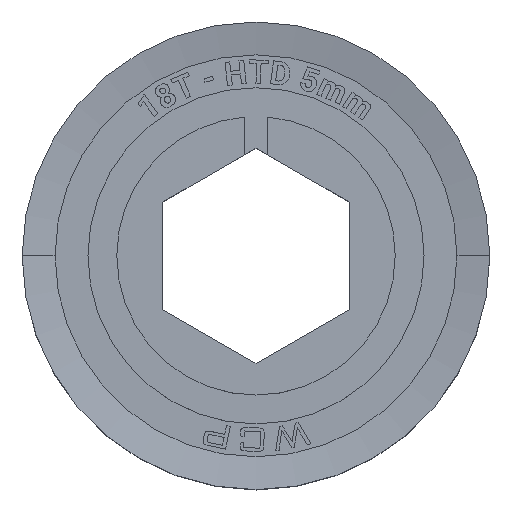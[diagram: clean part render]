
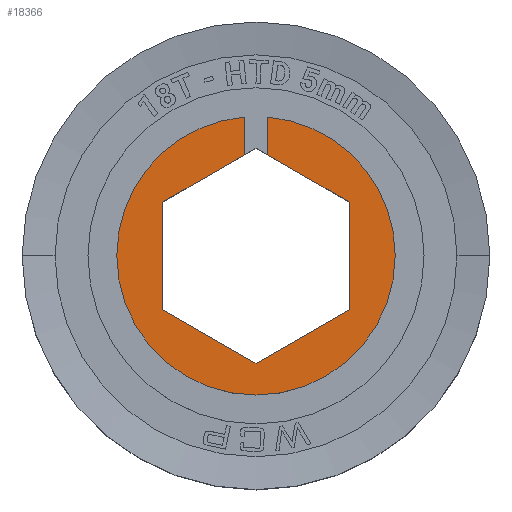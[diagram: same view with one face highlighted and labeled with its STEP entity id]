
A CAD part, top view. The second image highlights one B-rep face of the part: STEP entity #18366.
In plain terms, the highlighted planar face has unit normal (0, 0, 1).
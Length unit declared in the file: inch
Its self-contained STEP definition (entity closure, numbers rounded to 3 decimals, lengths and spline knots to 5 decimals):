
#986 = DIRECTION ( 'NONE',  ( 1., 0., 0. ) ) ;
#1116 = DIRECTION ( 'NONE',  ( 0., 0., 1. ) ) ;
#1179 = DIRECTION ( 'NONE',  ( 0., -1., 0. ) ) ;
#1221 = ORIENTED_EDGE ( 'NONE', *, *, #19664, .F. ) ;
#1491 = VERTEX_POINT ( 'NONE', #26330 ) ;
#1889 = CARTESIAN_POINT ( 'NONE',  ( -0.251, -0.14491, 0.28125 ) ) ;
#2047 = DIRECTION ( 'NONE',  ( 1., 0., 0. ) ) ;
#2496 = CARTESIAN_POINT ( 'NONE',  ( -0.375, 0., 0.28125 ) ) ;
#3180 = VECTOR ( 'NONE', #15629, 39.37008 ) ;
#3588 = CARTESIAN_POINT ( 'NONE',  ( 0., -0.28983, 0.28125 ) ) ;
#3752 = VECTOR ( 'NONE', #11594, 39.37008 ) ;
#4675 = ORIENTED_EDGE ( 'NONE', *, *, #18239, .F. ) ;
#5193 = CARTESIAN_POINT ( 'NONE',  ( -0.251, 0.14491, 0.28125 ) ) ;
#5359 = VERTEX_POINT ( 'NONE', #15981 ) ;
#5706 = VERTEX_POINT ( 'NONE', #5193 ) ;
#5903 = AXIS2_PLACEMENT_3D ( 'NONE', #7156, #19947, #11153 ) ;
#6323 = AXIS2_PLACEMENT_3D ( 'NONE', #20135, #1116, #986 ) ;
#6344 = DIRECTION ( 'NONE',  ( 0., 0., 1. ) ) ;
#6789 = EDGE_CURVE ( 'NONE', #5706, #9429, #9595, .T. ) ;
#7156 = CARTESIAN_POINT ( 'NONE',  ( 0., 0., 0.28125 ) ) ;
#7309 = VECTOR ( 'NONE', #21809, 39.37008 ) ;
#7583 = ORIENTED_EDGE ( 'NONE', *, *, #11009, .F. ) ;
#7836 = EDGE_CURVE ( 'NONE', #9189, #21942, #18578, .T. ) ;
#8334 = CARTESIAN_POINT ( 'NONE',  ( -0.03125, 0.27179, 0.28125 ) ) ;
#9089 = DIRECTION ( 'NONE',  ( 0., 0., 1. ) ) ;
#9169 = LINE ( 'NONE', #23575, #17973 ) ;
#9189 = VERTEX_POINT ( 'NONE', #2496 ) ;
#9429 = VERTEX_POINT ( 'NONE', #1889 ) ;
#9487 = VECTOR ( 'NONE', #17050, 39.37008 ) ;
#9595 = LINE ( 'NONE', #11515, #3180 ) ;
#9695 = ORIENTED_EDGE ( 'NONE', *, *, #18421, .F. ) ;
#10346 = VECTOR ( 'NONE', #19085, 39.37008 ) ;
#10478 = LINE ( 'NONE', #20925, #9487 ) ;
#10763 = AXIS2_PLACEMENT_3D ( 'NONE', #18996, #6344, #2047 ) ;
#10906 = VERTEX_POINT ( 'NONE', #24954 ) ;
#11009 = EDGE_CURVE ( 'NONE', #16486, #5706, #13415, .T. ) ;
#11153 = DIRECTION ( 'NONE',  ( 1., 0., 0. ) ) ;
#11515 = CARTESIAN_POINT ( 'NONE',  ( -0.251, 0.14491, 0.28125 ) ) ;
#11594 = DIRECTION ( 'NONE',  ( -0.866, 0.5, 0. ) ) ;
#11671 = LINE ( 'NONE', #20062, #14182 ) ;
#11733 = LINE ( 'NONE', #20124, #3752 ) ;
#12280 = PLANE ( 'NONE',  #10763 ) ;
#12750 = CARTESIAN_POINT ( 'NONE',  ( -0.251, -0.14491, 0.28125 ) ) ;
#13415 = LINE ( 'NONE', #15173, #7309 ) ;
#13718 = EDGE_CURVE ( 'NONE', #14607, #10906, #9169, .T. ) ;
#14078 = CARTESIAN_POINT ( 'NONE',  ( 0.03125, 0.27179, 0.28125 ) ) ;
#14170 = VERTEX_POINT ( 'NONE', #14278 ) ;
#14182 = VECTOR ( 'NONE', #1179, 39.37008 ) ;
#14278 = CARTESIAN_POINT ( 'NONE',  ( 0.251, -0.14491, 0.28125 ) ) ;
#14607 = VERTEX_POINT ( 'NONE', #14078 ) ;
#15173 = CARTESIAN_POINT ( 'NONE',  ( 0., 0.28983, 0.28125 ) ) ;
#15521 = DIRECTION ( 'NONE',  ( 1., 0., 0. ) ) ;
#15629 = DIRECTION ( 'NONE',  ( 0., -1., 0. ) ) ;
#15981 = CARTESIAN_POINT ( 'NONE',  ( 0., -0.28983, 0.28125 ) ) ;
#16270 = LINE ( 'NONE', #3588, #16483 ) ;
#16483 = VECTOR ( 'NONE', #20394, 39.37008 ) ;
#16486 = VERTEX_POINT ( 'NONE', #8334 ) ;
#16517 = ORIENTED_EDGE ( 'NONE', *, *, #7836, .T. ) ;
#16883 = LINE ( 'NONE', #12750, #10346 ) ;
#17050 = DIRECTION ( 'NONE',  ( 0., 1., 0. ) ) ;
#17301 = CIRCLE ( 'NONE', #6323, 0.375 ) ;
#17374 = ORIENTED_EDGE ( 'NONE', *, *, #22119, .T. ) ;
#17756 = CIRCLE ( 'NONE', #5903, 0.375 ) ;
#17915 = CARTESIAN_POINT ( 'NONE',  ( 0.375, 0., 0.28125 ) ) ;
#17973 = VECTOR ( 'NONE', #19466, 39.37008 ) ;
#18125 = AXIS2_PLACEMENT_3D ( 'NONE', #25685, #9089, #15521 ) ;
#18239 = EDGE_CURVE ( 'NONE', #5359, #14170, #16270, .T. ) ;
#18366 = ADVANCED_FACE ( 'NONE', ( #25296 ), #12280, .T. ) ;
#18421 = EDGE_CURVE ( 'NONE', #14170, #1491, #10478, .T. ) ;
#18457 = VERTEX_POINT ( 'NONE', #21754 ) ;
#18578 = CIRCLE ( 'NONE', #18125, 0.375 ) ;
#18996 = CARTESIAN_POINT ( 'NONE',  ( 0., 0., 0.28125 ) ) ;
#19085 = DIRECTION ( 'NONE',  ( 0.866, -0.5, 0. ) ) ;
#19165 = ORIENTED_EDGE ( 'NONE', *, *, #13718, .F. ) ;
#19466 = DIRECTION ( 'NONE',  ( 0., 1., 0. ) ) ;
#19664 = EDGE_CURVE ( 'NONE', #18457, #16486, #11671, .T. ) ;
#19947 = DIRECTION ( 'NONE',  ( 0., 0., 1. ) ) ;
#20062 = CARTESIAN_POINT ( 'NONE',  ( -0.03125, 0.18284, 0.28125 ) ) ;
#20124 = CARTESIAN_POINT ( 'NONE',  ( 0.251, 0.14491, 0.28125 ) ) ;
#20135 = CARTESIAN_POINT ( 'NONE',  ( 0., 0., 0.28125 ) ) ;
#20394 = DIRECTION ( 'NONE',  ( 0.866, 0.5, 0. ) ) ;
#20437 = EDGE_CURVE ( 'NONE', #18457, #9189, #17301, .T. ) ;
#20485 = EDGE_LOOP ( 'NONE', ( #19165, #26468, #9695, #4675, #24006, #21003, #7583, #1221, #22183, #16517, #17374 ) ) ;
#20925 = CARTESIAN_POINT ( 'NONE',  ( 0.251, -0.14491, 0.28125 ) ) ;
#21003 = ORIENTED_EDGE ( 'NONE', *, *, #6789, .F. ) ;
#21754 = CARTESIAN_POINT ( 'NONE',  ( -0.03125, 0.3737, 0.28125 ) ) ;
#21809 = DIRECTION ( 'NONE',  ( -0.866, -0.5, 0. ) ) ;
#21942 = VERTEX_POINT ( 'NONE', #17915 ) ;
#22119 = EDGE_CURVE ( 'NONE', #21942, #10906, #17756, .T. ) ;
#22183 = ORIENTED_EDGE ( 'NONE', *, *, #20437, .T. ) ;
#22411 = EDGE_CURVE ( 'NONE', #9429, #5359, #16883, .T. ) ;
#22966 = EDGE_CURVE ( 'NONE', #1491, #14607, #11733, .T. ) ;
#23575 = CARTESIAN_POINT ( 'NONE',  ( 0.03125, 0.18284, 0.28125 ) ) ;
#24006 = ORIENTED_EDGE ( 'NONE', *, *, #22411, .F. ) ;
#24954 = CARTESIAN_POINT ( 'NONE',  ( 0.03125, 0.3737, 0.28125 ) ) ;
#25296 = FACE_OUTER_BOUND ( 'NONE', #20485, .T. ) ;
#25685 = CARTESIAN_POINT ( 'NONE',  ( 0., 0., 0.28125 ) ) ;
#26330 = CARTESIAN_POINT ( 'NONE',  ( 0.251, 0.14491, 0.28125 ) ) ;
#26468 = ORIENTED_EDGE ( 'NONE', *, *, #22966, .F. ) ;
